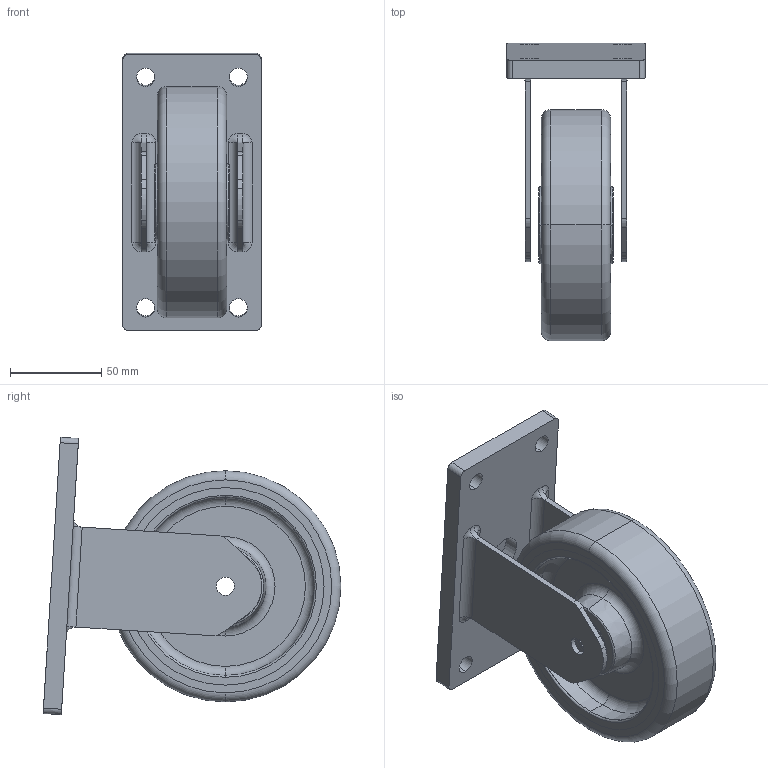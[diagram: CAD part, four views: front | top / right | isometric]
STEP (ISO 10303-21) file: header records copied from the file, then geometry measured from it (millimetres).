
FILE_DESCRIPTION (( 'STEP AP214' ), '1' );
FILE_NAME ('076HDWR548PU.STEP', '2018-10-29T23:28:54', ( '' ), ( '' ), 'SwSTEP 2.0', 'SolidWorks 2013', '' );
FILE_SCHEMA (( 'AUTOMOTIVE_DESIGN' ));
Length unit declared in the file: millimetre
Products named in the file (1): 076HDWR548PU
Bounding box: 76 x 163.58 x 152.33 mm (x, y, z)
Surface area: 127507.2 mm2 (no closed solid volume)
Topology: 0 solids, 9 shells, 131 faces, 316 edges, 196 vertices
Faces by surface type: cylinder 54, torus 40, plane 33, cone 4
Entity records: 5314 total; most frequent: DIRECTION 780, CARTESIAN_POINT 636, ORIENTED_EDGE 588, AXIS2_PLACEMENT_3D 340, EDGE_CURVE 308, CIRCLE 208, VERTEX_POINT 196, EDGE_LOOP 160
